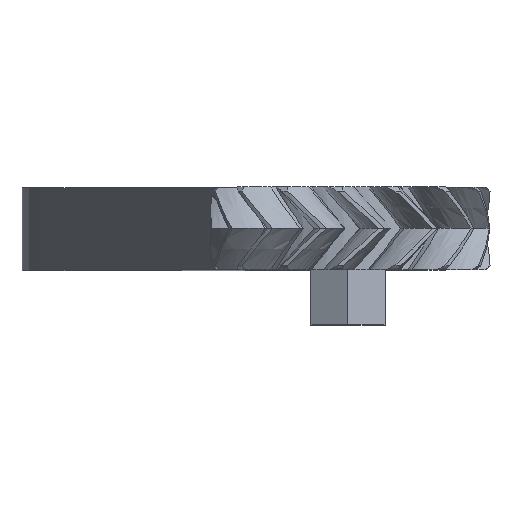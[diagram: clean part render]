
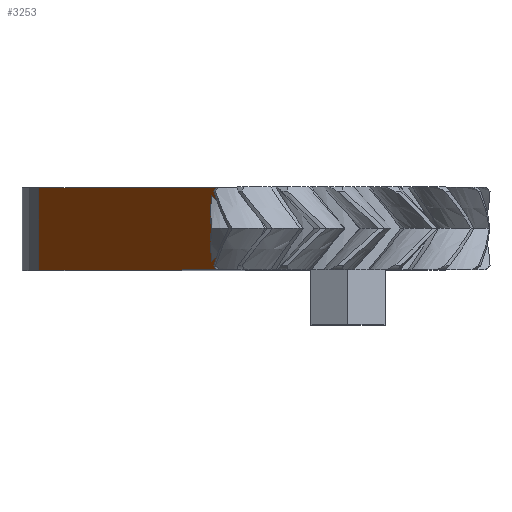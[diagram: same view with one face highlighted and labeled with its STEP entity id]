
A CAD part, top view. The second image highlights one B-rep face of the part: STEP entity #3253.
In plain terms, the highlighted planar face has unit normal (-0.883, 0, 0.47).
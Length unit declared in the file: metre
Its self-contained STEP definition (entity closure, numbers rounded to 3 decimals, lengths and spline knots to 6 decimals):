
#348=B_SPLINE_CURVE_WITH_KNOTS('',3,(#4623,#4624,#4625,#4626),
 .UNSPECIFIED.,.F.,.F.,(4,4),(0.,0.005035),
 .UNSPECIFIED.);
#352=B_SPLINE_CURVE_WITH_KNOTS('',3,(#4716,#4717,#4718,#4719),
 .UNSPECIFIED.,.F.,.F.,(4,4),(0.,0.005035),.UNSPECIFIED.);
#480=B_SPLINE_CURVE_WITH_KNOTS('',3,(#9590,#9591,#9592,#9593),
 .UNSPECIFIED.,.F.,.F.,(4,4),(0.,0.003363),
 .UNSPECIFIED.);
#481=B_SPLINE_CURVE_WITH_KNOTS('',3,(#9596,#9597,#9598,#9599),
 .UNSPECIFIED.,.F.,.F.,(4,4),(0.,0.000504),.UNSPECIFIED.);
#482=B_SPLINE_CURVE_WITH_KNOTS('',3,(#9601,#9602,#9603,#9604,#9605),
 .UNSPECIFIED.,.F.,.F.,(4,1,4),(0.,0.002806,
0.005612),.UNSPECIFIED.);
#483=B_SPLINE_CURVE_WITH_KNOTS('',3,(#9607,#9608,#9609,#9610),
 .UNSPECIFIED.,.F.,.F.,(4,4),(0.,0.005621),
 .UNSPECIFIED.);
#484=B_SPLINE_CURVE_WITH_KNOTS('',3,(#9612,#9613,#9614,#9615),
 .UNSPECIFIED.,.F.,.F.,(4,4),(0.,0.000504),
 .UNSPECIFIED.);
#485=B_SPLINE_CURVE_WITH_KNOTS('',3,(#9617,#9618,#9619,#9620),
 .UNSPECIFIED.,.F.,.F.,(4,4),(0.000003,0.003367),
 .UNSPECIFIED.);
#490=LINE('',#3873,#627);
#581=LINE('',#9137,#718);
#590=LINE('',#9567,#727);
#627=VECTOR('',#3433,1.);
#718=VECTOR('',#3700,1.);
#727=VECTOR('',#3723,1.);
#1671=ORIENTED_EDGE('',*,*,#1885,.F.);
#1672=ORIENTED_EDGE('',*,*,#2211,.F.);
#1673=ORIENTED_EDGE('',*,*,#2243,.T.);
#1674=ORIENTED_EDGE('',*,*,#1790,.T.);
#1675=ORIENTED_EDGE('',*,*,#1891,.F.);
#1676=ORIENTED_EDGE('',*,*,#2255,.F.);
#1677=ORIENTED_EDGE('',*,*,#2256,.F.);
#1678=ORIENTED_EDGE('',*,*,#2257,.F.);
#1679=ORIENTED_EDGE('',*,*,#2258,.F.);
#1680=ORIENTED_EDGE('',*,*,#2259,.F.);
#1681=ORIENTED_EDGE('',*,*,#2260,.F.);
#1790=EDGE_CURVE('',#2302,#2301,#490,.T.);
#1885=EDGE_CURVE('',#2394,#2396,#348,.T.);
#1891=EDGE_CURVE('',#2396,#2301,#352,.T.);
#2211=EDGE_CURVE('',#2582,#2394,#581,.T.);
#2243=EDGE_CURVE('',#2582,#2302,#590,.T.);
#2255=EDGE_CURVE('',#2601,#2602,#480,.T.);
#2256=EDGE_CURVE('',#2603,#2601,#481,.T.);
#2257=EDGE_CURVE('',#2604,#2603,#482,.T.);
#2258=EDGE_CURVE('',#2605,#2604,#483,.T.);
#2259=EDGE_CURVE('',#2606,#2605,#484,.T.);
#2260=EDGE_CURVE('',#2602,#2606,#485,.T.);
#2301=VERTEX_POINT('',#3872);
#2302=VERTEX_POINT('',#3874);
#2394=VERTEX_POINT('',#4621);
#2396=VERTEX_POINT('',#4627);
#2582=VERTEX_POINT('',#9136);
#2601=VERTEX_POINT('',#9594);
#2602=VERTEX_POINT('',#9595);
#2603=VERTEX_POINT('',#9600);
#2604=VERTEX_POINT('',#9606);
#2605=VERTEX_POINT('',#9611);
#2606=VERTEX_POINT('',#9616);
#2849=EDGE_LOOP('',(#1671,#1672,#1673,#1674,#1675));
#2850=EDGE_LOOP('',(#1676,#1677,#1678,#1679,#1680,#1681));
#3040=FACE_BOUND('',#2849,.T.);
#3041=FACE_BOUND('',#2850,.T.);
#3074=PLANE('',#3399);
#3253=ADVANCED_FACE('',(#3040,#3041),#3074,.F.);
#3399=AXIS2_PLACEMENT_3D('',#9589,#3752,#3753);
#3433=DIRECTION('',(0.47,0.,0.883));
#3700=DIRECTION('',(0.47,0.,0.883));
#3723=DIRECTION('',(0.,-1.,0.));
#3752=DIRECTION('',(0.883,0.,-0.47));
#3753=DIRECTION('',(-0.47,0.,-0.883));
#3872=CARTESIAN_POINT('',(-0.022157,0.,0.001208));
#3873=CARTESIAN_POINT('',(-0.034627,0.,-0.022203));
#3874=CARTESIAN_POINT('',(-0.039255,0.,-0.030889));
#4621=CARTESIAN_POINT('',(-0.022157,0.0075,0.001208));
#4623=CARTESIAN_POINT('',(-0.022157,0.0075,0.001208));
#4624=CARTESIAN_POINT('',(-0.021626,0.006257,0.002203));
#4625=CARTESIAN_POINT('',(-0.021107,0.004992,0.003177));
#4626=CARTESIAN_POINT('',(-0.020578,0.003748,0.004171));
#4627=CARTESIAN_POINT('',(-0.020577,0.00375,0.004173));
#4716=CARTESIAN_POINT('',(-0.020578,0.003752,0.004171));
#4717=CARTESIAN_POINT('',(-0.021107,0.002508,0.003177));
#4718=CARTESIAN_POINT('',(-0.021626,0.001243,0.002203));
#4719=CARTESIAN_POINT('',(-0.022157,0.,0.001208));
#9136=CARTESIAN_POINT('',(-0.039255,0.0075,-0.030889));
#9137=CARTESIAN_POINT('',(-0.034627,0.0075,-0.022203));
#9567=CARTESIAN_POINT('',(-0.039255,0.0075,-0.030889));
#9589=CARTESIAN_POINT('',(-0.034627,0.0075,-0.022203));
#9590=CARTESIAN_POINT('',(-0.023611,0.006267,-0.001522));
#9591=CARTESIAN_POINT('',(-0.023259,0.005431,-0.000862));
#9592=CARTESIAN_POINT('',(-0.022913,0.004586,-0.000212));
#9593=CARTESIAN_POINT('',(-0.022563,0.003748,0.000446));
#9594=CARTESIAN_POINT('',(-0.023611,0.006267,-0.001522));
#9595=CARTESIAN_POINT('',(-0.022562,0.00375,0.000448));
#9596=CARTESIAN_POINT('',(-0.023611,0.006771,-0.001522));
#9597=CARTESIAN_POINT('',(-0.023607,0.006603,-0.001515));
#9598=CARTESIAN_POINT('',(-0.023607,0.006435,-0.001515));
#9599=CARTESIAN_POINT('',(-0.023611,0.006267,-0.001522));
#9600=CARTESIAN_POINT('',(-0.023611,0.006771,-0.001522));
#9601=CARTESIAN_POINT('',(-0.021407,0.003748,0.002615));
#9602=CARTESIAN_POINT('',(-0.02173,0.004385,0.002008));
#9603=CARTESIAN_POINT('',(-0.022404,0.005599,0.000744));
#9604=CARTESIAN_POINT('',(-0.023192,0.006471,-0.000736));
#9605=CARTESIAN_POINT('',(-0.023611,0.006771,-0.001522));
#9606=CARTESIAN_POINT('',(-0.021406,0.00375,0.002617));
#9607=CARTESIAN_POINT('',(-0.023611,0.000729,-0.001522));
#9608=CARTESIAN_POINT('',(-0.022774,0.001329,0.000049));
#9609=CARTESIAN_POINT('',(-0.022054,0.002477,0.001401));
#9610=CARTESIAN_POINT('',(-0.021407,0.003752,0.002615));
#9611=CARTESIAN_POINT('',(-0.023611,0.000729,-0.001522));
#9612=CARTESIAN_POINT('',(-0.023611,0.001233,-0.001522));
#9613=CARTESIAN_POINT('',(-0.023607,0.001065,-0.001515));
#9614=CARTESIAN_POINT('',(-0.023607,0.000897,-0.001515));
#9615=CARTESIAN_POINT('',(-0.023611,0.000729,-0.001522));
#9616=CARTESIAN_POINT('',(-0.023611,0.001233,-0.001522));
#9617=CARTESIAN_POINT('',(-0.022563,0.003752,0.000446));
#9618=CARTESIAN_POINT('',(-0.022913,0.002914,-0.000212));
#9619=CARTESIAN_POINT('',(-0.023259,0.002069,-0.000862));
#9620=CARTESIAN_POINT('',(-0.023611,0.001233,-0.001522));
